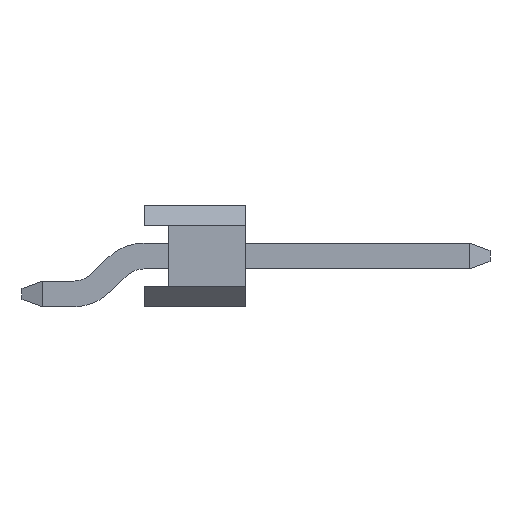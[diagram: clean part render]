
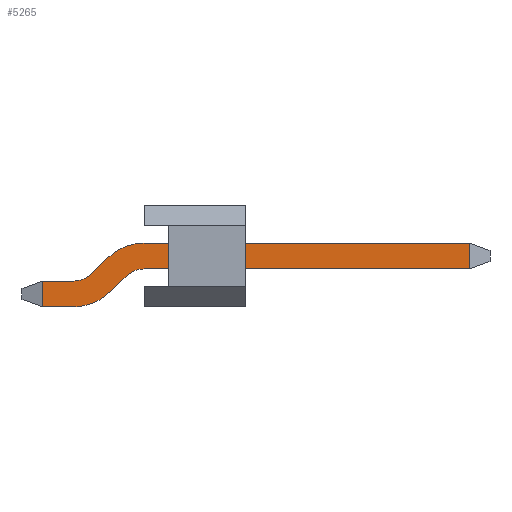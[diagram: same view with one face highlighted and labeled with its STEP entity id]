
A CAD part, front view. The second image highlights one B-rep face of the part: STEP entity #5265.
In plain terms, the highlighted planar face has unit normal (0, -1, 0).
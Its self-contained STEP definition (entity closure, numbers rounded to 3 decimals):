
#5110 = VERTEX_POINT('',#5111);
#5111 = CARTESIAN_POINT('',(2.111,-0.318,0.933));
#5117 = EDGE_CURVE('',#5110,#5118,#5120,.T.);
#5118 = VERTEX_POINT('',#5119);
#5119 = CARTESIAN_POINT('',(10.103,-0.318,0.933));
#5120 = LINE('',#5121,#5122);
#5121 = CARTESIAN_POINT('',(2.111,-0.318,0.933));
#5122 = VECTOR('',#5123,1.);
#5123 = DIRECTION('',(1.,0.,0.));
#5265 = ADVANCED_FACE('',(#5266),#5359,.F.);
#5266 = FACE_BOUND('',#5267,.F.);
#5267 = EDGE_LOOP('',(#5268,#5269,#5278,#5286,#5295,#5303,#5311,#5319,
    #5328,#5336,#5345,#5353));
#5268 = ORIENTED_EDGE('',*,*,#5117,.F.);
#5269 = ORIENTED_EDGE('',*,*,#5270,.T.);
#5270 = EDGE_CURVE('',#5110,#5271,#5273,.T.);
#5271 = VERTEX_POINT('',#5272);
#5272 = CARTESIAN_POINT('',(1.667,-0.318,0.751));
#5273 = CIRCLE('',#5274,0.635);
#5274 = AXIS2_PLACEMENT_3D('',#5275,#5276,#5277);
#5275 = CARTESIAN_POINT('',(2.111,-0.318,0.298));
#5276 = DIRECTION('',(0.,-1.,0.));
#5277 = DIRECTION('',(-1.,0.,0.));
#5278 = ORIENTED_EDGE('',*,*,#5279,.T.);
#5279 = EDGE_CURVE('',#5271,#5280,#5282,.T.);
#5280 = VERTEX_POINT('',#5281);
#5281 = CARTESIAN_POINT('',(1.269,-0.318,0.362));
#5282 = LINE('',#5283,#5284);
#5283 = CARTESIAN_POINT('',(1.667,-0.318,0.751));
#5284 = VECTOR('',#5285,1.);
#5285 = DIRECTION('',(-0.715,0.,
    -0.699));
#5286 = ORIENTED_EDGE('',*,*,#5287,.F.);
#5287 = EDGE_CURVE('',#5288,#5280,#5290,.T.);
#5288 = VERTEX_POINT('',#5289);
#5289 = CARTESIAN_POINT('',(0.381,-0.318,0.));
#5290 = CIRCLE('',#5291,1.27);
#5291 = AXIS2_PLACEMENT_3D('',#5292,#5293,#5294);
#5292 = CARTESIAN_POINT('',(0.381,-0.318,1.27));
#5293 = DIRECTION('',(0.,-1.,0.));
#5294 = DIRECTION('',(-1.,0.,0.));
#5295 = ORIENTED_EDGE('',*,*,#5296,.F.);
#5296 = EDGE_CURVE('',#5297,#5288,#5299,.T.);
#5297 = VERTEX_POINT('',#5298);
#5298 = CARTESIAN_POINT('',(-0.381,-0.318,0.));
#5299 = LINE('',#5300,#5301);
#5300 = CARTESIAN_POINT('',(-0.889,-0.318,0.));
#5301 = VECTOR('',#5302,1.);
#5302 = DIRECTION('',(1.,0.,0.));
#5303 = ORIENTED_EDGE('',*,*,#5304,.F.);
#5304 = EDGE_CURVE('',#5305,#5297,#5307,.T.);
#5305 = VERTEX_POINT('',#5306);
#5306 = CARTESIAN_POINT('',(-0.381,-0.318,0.635));
#5307 = LINE('',#5308,#5309);
#5308 = CARTESIAN_POINT('',(-0.381,-0.318,0.845));
#5309 = VECTOR('',#5310,1.);
#5310 = DIRECTION('',(0.,0.,-1.));
#5311 = ORIENTED_EDGE('',*,*,#5312,.F.);
#5312 = EDGE_CURVE('',#5313,#5305,#5315,.T.);
#5313 = VERTEX_POINT('',#5314);
#5314 = CARTESIAN_POINT('',(0.381,-0.318,0.635));
#5315 = LINE('',#5316,#5317);
#5316 = CARTESIAN_POINT('',(0.381,-0.318,0.635));
#5317 = VECTOR('',#5318,1.);
#5318 = DIRECTION('',(-1.,0.,0.));
#5319 = ORIENTED_EDGE('',*,*,#5320,.T.);
#5320 = EDGE_CURVE('',#5313,#5321,#5323,.T.);
#5321 = VERTEX_POINT('',#5322);
#5322 = CARTESIAN_POINT('',(0.825,-0.318,0.816));
#5323 = CIRCLE('',#5324,0.635);
#5324 = AXIS2_PLACEMENT_3D('',#5325,#5326,#5327);
#5325 = CARTESIAN_POINT('',(0.381,-0.318,1.27));
#5326 = DIRECTION('',(0.,-1.,0.));
#5327 = DIRECTION('',(-1.,0.,0.));
#5328 = ORIENTED_EDGE('',*,*,#5329,.T.);
#5329 = EDGE_CURVE('',#5321,#5330,#5332,.T.);
#5330 = VERTEX_POINT('',#5331);
#5331 = CARTESIAN_POINT('',(1.223,-0.318,1.205));
#5332 = LINE('',#5333,#5334);
#5333 = CARTESIAN_POINT('',(0.825,-0.318,0.816));
#5334 = VECTOR('',#5335,1.);
#5335 = DIRECTION('',(0.715,0.,0.699)
  );
#5336 = ORIENTED_EDGE('',*,*,#5337,.F.);
#5337 = EDGE_CURVE('',#5338,#5330,#5340,.T.);
#5338 = VERTEX_POINT('',#5339);
#5339 = CARTESIAN_POINT('',(2.111,-0.318,1.568));
#5340 = CIRCLE('',#5341,1.27);
#5341 = AXIS2_PLACEMENT_3D('',#5342,#5343,#5344);
#5342 = CARTESIAN_POINT('',(2.111,-0.318,0.298));
#5343 = DIRECTION('',(0.,-1.,0.));
#5344 = DIRECTION('',(-1.,0.,0.));
#5345 = ORIENTED_EDGE('',*,*,#5346,.F.);
#5346 = EDGE_CURVE('',#5347,#5338,#5349,.T.);
#5347 = VERTEX_POINT('',#5348);
#5348 = CARTESIAN_POINT('',(10.103,-0.318,1.568));
#5349 = LINE('',#5350,#5351);
#5350 = CARTESIAN_POINT('',(10.611,-0.318,1.568));
#5351 = VECTOR('',#5352,1.);
#5352 = DIRECTION('',(-1.,0.,0.));
#5353 = ORIENTED_EDGE('',*,*,#5354,.F.);
#5354 = EDGE_CURVE('',#5118,#5347,#5355,.T.);
#5355 = LINE('',#5356,#5357);
#5356 = CARTESIAN_POINT('',(10.103,-0.318,1.311));
#5357 = VECTOR('',#5358,1.);
#5358 = DIRECTION('',(0.,0.,1.));
#5359 = PLANE('',#5360);
#5360 = AXIS2_PLACEMENT_3D('',#5361,#5362,#5363);
#5361 = CARTESIAN_POINT('',(4.774,-0.318,1.055));
#5362 = DIRECTION('',(0.,1.,0.));
#5363 = DIRECTION('',(0.,0.,1.));
